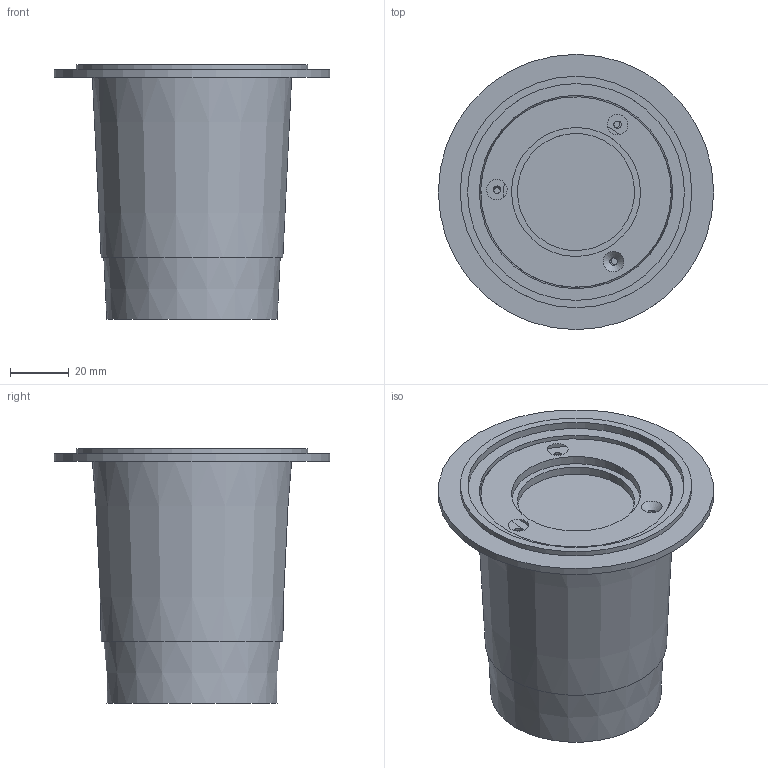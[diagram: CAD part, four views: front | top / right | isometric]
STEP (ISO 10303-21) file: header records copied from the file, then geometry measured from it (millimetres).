
FILE_DESCRIPTION(/* description */ (''),/* implementation_level */ '2;1');
FILE_NAME(/* name */ 'Lampe_R1 v11.step',/* time_stamp */ '2021-07-15T18:40:55+02:00',/* author */ (''),/* organization */ (''),/* preprocessor_version */ 'ST-DEVELOPER v18.1',/* originating_system */ 'Autodesk Translation Framework v10.9.0.1377',/* authorisation */ '');
FILE_SCHEMA (('AUTOMOTIVE_DESIGN { 1 0 10303 214 3 1 1 }'));
Length unit declared in the file: millimetre
Products named in the file (6): Lampe_R1; Cobstaled MR16; LEDHalter_C1; LEDHalterA; LEDHalter_D; LEDHalter_E
Assembly tree (5 placements, depth 2):
  Lampe_R1
    Cobstaled MR16
    LEDHalter_C1
    LEDHalterA
    LEDHalter_D
    LEDHalter_E
Bounding box: 94 x 94 x 87 mm (x, y, z)
Volume: 113538.5 mm3; surface area: 71315.5 mm2
Topology: 6 solids, 6 shells, 151 faces, 370 edges, 240 vertices
Faces by surface type: plane 70, cylinder 53, cone 21, bspline 6, torus 1
Full cylindrical faces by diameter (mm): 2.5 x3, 2.529 x3, 3.332 x2, 4 x1, 4.5 x2, 8.3 x1, 13.526 x1, 40 x1, 44 x1, 45.3 x1, 47 x1, 49.5 x1, 65 x1, 66 x1, 74 x1, 79 x1, 94 x1
Entity records: 4842 total; most frequent: CARTESIAN_POINT 967, DIRECTION 822, ORIENTED_EDGE 736, EDGE_CURVE 368, AXIS2_PLACEMENT_3D 307, VERTEX_POINT 240, LINE 208, VECTOR 208
